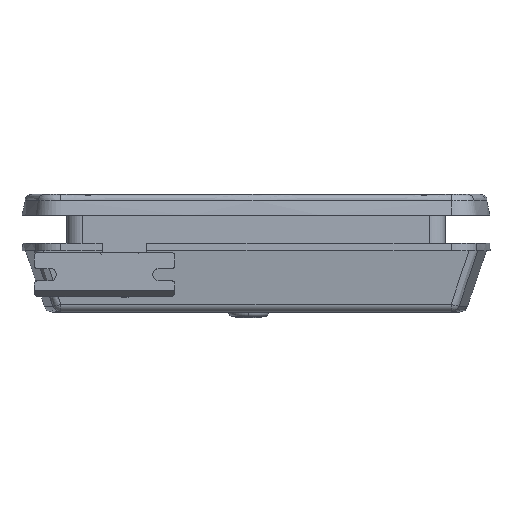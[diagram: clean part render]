
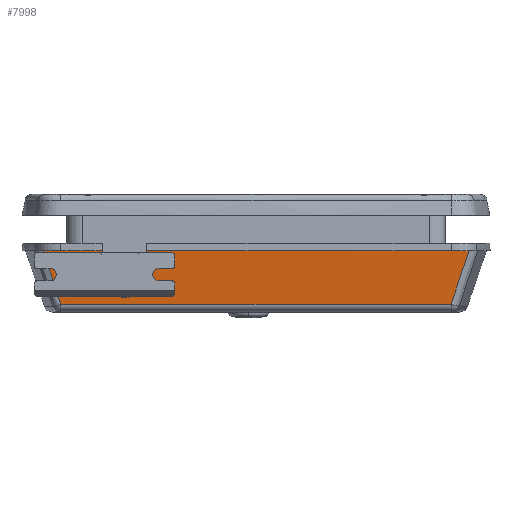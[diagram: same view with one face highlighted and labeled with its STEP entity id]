
A CAD part, front view. The second image highlights one B-rep face of the part: STEP entity #7998.
In plain terms, the highlighted planar face has unit normal (0, -0.994, -0.106).
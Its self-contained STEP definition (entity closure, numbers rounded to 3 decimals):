
#40 = CARTESIAN_POINT ( 'NONE',  ( 141.912, -65.262, 30.663 ) ) ;
#1486 = CARTESIAN_POINT ( 'NONE',  ( -135.061, -63.112, 10.456 ) ) ;
#1625 = LINE ( 'NONE', #20516, #25807 ) ;
#1836 = LINE ( 'NONE', #19958, #10907 ) ;
#1858 = CARTESIAN_POINT ( 'NONE',  ( 133.335, -62.571, 5.365 ) ) ;
#1984 = VERTEX_POINT ( 'NONE', #14495 ) ;
#2511 = CARTESIAN_POINT ( 'NONE',  ( 145.756, -66.468, 42. ) ) ;
#2768 = CARTESIAN_POINT ( 'NONE',  ( 0., -61.306, -6.522 ) ) ;
#2880 = LINE ( 'NONE', #19650, #19317 ) ;
#3302 = CARTESIAN_POINT ( 'NONE',  ( -105., -64.66, 25. ) ) ;
#3394 = VERTEX_POINT ( 'NONE', #10543 ) ;
#3518 = LINE ( 'NONE', #19646, #27367 ) ;
#3541 = CARTESIAN_POINT ( 'NONE',  ( -135.924, -63.383, 13.001 ) ) ;
#3723 = CARTESIAN_POINT ( 'NONE',  ( -134.198, -62.842, 7.91 ) ) ;
#3735 = VERTEX_POINT ( 'NONE', #3302 ) ;
#4284 = DIRECTION ( 'NONE',  ( 0., -0.106, 0.994 ) ) ;
#6160 = CARTESIAN_POINT ( 'NONE',  ( 135.061, -63.112, 10.456 ) ) ;
#6190 = VERTEX_POINT ( 'NONE', #25243 ) ;
#6807 = ORIENTED_EDGE ( 'NONE', *, *, #24025, .T. ) ;
#7745 = CARTESIAN_POINT ( 'NONE',  ( 133.335, -62.571, 5.365 ) ) ;
#7935 = VECTOR ( 'NONE', #19306, 1000. ) ;
#7998 = ADVANCED_FACE ( 'NONE', ( #20754 ), #9043, .F. ) ;
#9043 = PLANE ( 'NONE',  #17529 ) ;
#9500 = ORIENTED_EDGE ( 'NONE', *, *, #25471, .T. ) ;
#9555 = CARTESIAN_POINT ( 'NONE',  ( -75., -64.66, 25. ) ) ;
#9698 = CARTESIAN_POINT ( 'NONE',  ( -145.756, -66.468, 42. ) ) ;
#9823 = CARTESIAN_POINT ( 'NONE',  ( -137.279, -63.808, 16.999 ) ) ;
#9913 = CARTESIAN_POINT ( 'NONE',  ( -105., -64.66, 25. ) ) ;
#9914 = CARTESIAN_POINT ( 'NONE',  ( -141.912, -65.262, 30.663 ) ) ;
#10418 = VERTEX_POINT ( 'NONE', #15131 ) ;
#10543 = CARTESIAN_POINT ( 'NONE',  ( -133.335, -62.571, 5.365 ) ) ;
#10907 = VECTOR ( 'NONE', #22095, 1000. ) ;
#11126 = CARTESIAN_POINT ( 'NONE',  ( 139.99, -64.659, 24.994 ) ) ;
#11601 = EDGE_CURVE ( 'NONE', #1984, #10418, #1836, .T. ) ;
#12345 = CARTESIAN_POINT ( 'NONE',  ( -143.834, -65.865, 36.332 ) ) ;
#12994 = CARTESIAN_POINT ( 'NONE',  ( 137.279, -63.808, 16.999 ) ) ;
#13096 = CARTESIAN_POINT ( 'NONE',  ( 0., -66.468, 42. ) ) ;
#13269 = DIRECTION ( 'NONE',  ( -1., 0., 0. ) ) ;
#13678 = ORIENTED_EDGE ( 'NONE', *, *, #26133, .T. ) ;
#13748 = EDGE_CURVE ( 'NONE', #3394, #18835, #3518, .T. ) ;
#13986 = LINE ( 'NONE', #13096, #7935 ) ;
#14210 = ORIENTED_EDGE ( 'NONE', *, *, #13748, .T. ) ;
#14327 = CARTESIAN_POINT ( 'NONE',  ( -139.99, -64.659, 24.994 ) ) ;
#14495 = CARTESIAN_POINT ( 'NONE',  ( -75., -66.468, 42. ) ) ;
#15131 = CARTESIAN_POINT ( 'NONE',  ( -75., -64.66, 25. ) ) ;
#15253 =( BOUNDED_CURVE ( )  B_SPLINE_CURVE ( 3, ( #9555, #18188, #18456, #9913 ),
 .UNSPECIFIED., .F., .F. ) 
 B_SPLINE_CURVE_WITH_KNOTS ( ( 4, 4 ),
 ( 4.712, 7.854 ),
 .UNSPECIFIED. ) 
 CURVE ( )  GEOMETRIC_REPRESENTATION_ITEM ( )  RATIONAL_B_SPLINE_CURVE ( ( 1., 0.333, 0.333, 1. ) ) 
 REPRESENTATION_ITEM ( '' )  );
#16863 = CARTESIAN_POINT ( 'NONE',  ( 134.198, -62.842, 7.91 ) ) ;
#16945 = B_SPLINE_CURVE_WITH_KNOTS ( 'NONE', 3,
 ( #20520, #12345, #9914, #14327, #27118, #9823, #3541, #1486, #3723, #24866 ),
 .UNSPECIFIED., .F., .F.,
 ( 4, 3, 3, 4 ),
 ( 0.005, 0.023, 0.036, 0.044 ),
 .UNSPECIFIED. ) ;
#17499 = ORIENTED_EDGE ( 'NONE', *, *, #17570, .T. ) ;
#17529 = AXIS2_PLACEMENT_3D ( 'NONE', #2768, #18582, #4284 ) ;
#17570 = EDGE_CURVE ( 'NONE', #10418, #3735, #15253, .T. ) ;
#17733 = ORIENTED_EDGE ( 'NONE', *, *, #21668, .T. ) ;
#18188 = CARTESIAN_POINT ( 'NONE',  ( -75., -61.468, -5. ) ) ;
#18432 = ORIENTED_EDGE ( 'NONE', *, *, #11601, .T. ) ;
#18456 = CARTESIAN_POINT ( 'NONE',  ( -105., -61.468, -5. ) ) ;
#18582 = DIRECTION ( 'NONE',  ( 0., 0.994, 0.106 ) ) ;
#18835 = VERTEX_POINT ( 'NONE', #7745 ) ;
#18881 = VERTEX_POINT ( 'NONE', #9698 ) ;
#19306 = DIRECTION ( 'NONE',  ( -1., 0., 0. ) ) ;
#19317 = VECTOR ( 'NONE', #13269, 1000. ) ;
#19646 = CARTESIAN_POINT ( 'NONE',  ( 0., -62.571, 5.365 ) ) ;
#19650 = CARTESIAN_POINT ( 'NONE',  ( 0., -66.468, 42. ) ) ;
#19958 = CARTESIAN_POINT ( 'NONE',  ( -75., -61.306, -6.522 ) ) ;
#20516 = CARTESIAN_POINT ( 'NONE',  ( -105., -61.306, -6.522 ) ) ;
#20520 = CARTESIAN_POINT ( 'NONE',  ( -145.756, -66.468, 42. ) ) ;
#20595 = ORIENTED_EDGE ( 'NONE', *, *, #25776, .T. ) ;
#20754 = FACE_OUTER_BOUND ( 'NONE', #23150, .T. ) ;
#21167 = CARTESIAN_POINT ( 'NONE',  ( 135.924, -63.383, 13.001 ) ) ;
#21668 = EDGE_CURVE ( 'NONE', #18835, #6190, #22073, .T. ) ;
#22073 = B_SPLINE_CURVE_WITH_KNOTS ( 'NONE', 3,
 ( #1858, #16863, #6160, #21167, #12994, #23813, #11126, #40, #24101, #2511 ),
 .UNSPECIFIED., .F., .F.,
 ( 4, 3, 3, 4 ),
 ( 0., 0.008, 0.021, 0.039 ),
 .UNSPECIFIED. ) ;
#22095 = DIRECTION ( 'NONE',  ( 0., 0.106, -0.994 ) ) ;
#22763 = DIRECTION ( 'NONE',  ( 0., -0.106, 0.994 ) ) ;
#23150 = EDGE_LOOP ( 'NONE', ( #9500, #18432, #17499, #6807, #13678, #20595, #14210, #17733 ) ) ;
#23813 = CARTESIAN_POINT ( 'NONE',  ( 138.635, -64.234, 20.997 ) ) ;
#24025 = EDGE_CURVE ( 'NONE', #3735, #26862, #1625, .T. ) ;
#24089 = DIRECTION ( 'NONE',  ( 1., 0., 0. ) ) ;
#24101 = CARTESIAN_POINT ( 'NONE',  ( 143.834, -65.865, 36.332 ) ) ;
#24662 = CARTESIAN_POINT ( 'NONE',  ( -105., -66.468, 42. ) ) ;
#24866 = CARTESIAN_POINT ( 'NONE',  ( -133.335, -62.571, 5.365 ) ) ;
#25243 = CARTESIAN_POINT ( 'NONE',  ( 145.756, -66.468, 42. ) ) ;
#25471 = EDGE_CURVE ( 'NONE', #6190, #1984, #13986, .T. ) ;
#25776 = EDGE_CURVE ( 'NONE', #18881, #3394, #16945, .T. ) ;
#25807 = VECTOR ( 'NONE', #22763, 1000. ) ;
#26133 = EDGE_CURVE ( 'NONE', #26862, #18881, #2880, .T. ) ;
#26862 = VERTEX_POINT ( 'NONE', #24662 ) ;
#27118 = CARTESIAN_POINT ( 'NONE',  ( -138.635, -64.234, 20.997 ) ) ;
#27367 = VECTOR ( 'NONE', #24089, 1000. ) ;
